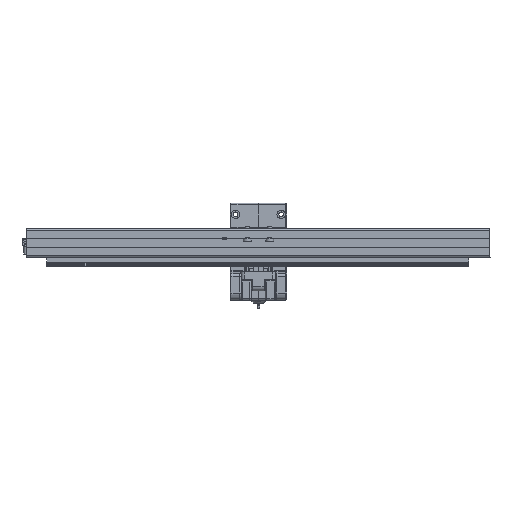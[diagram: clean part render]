
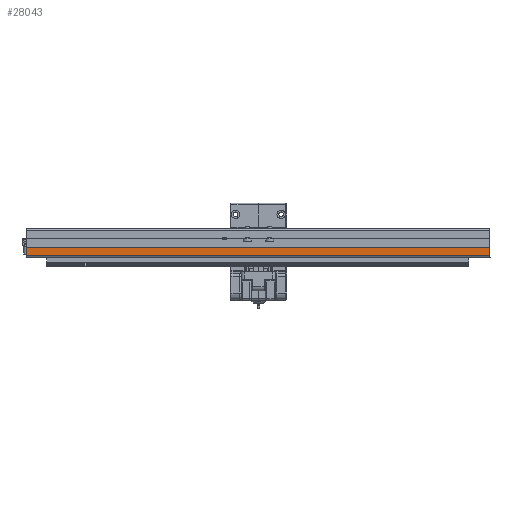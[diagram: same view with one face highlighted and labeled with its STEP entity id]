
A CAD part, left-side view. The second image highlights one B-rep face of the part: STEP entity #28043.
In plain terms, the highlighted face is planar.
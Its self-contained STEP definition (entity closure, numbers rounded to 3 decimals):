
#1364=PLANE('',#30478);
#2855=FACE_OUTER_BOUND('',#4596,.T.);
#4596=EDGE_LOOP('',(#22620,#22621,#22622,#22623));
#8135=LINE('',#52520,#10480);
#8197=LINE('',#52650,#10542);
#8198=LINE('',#52652,#10543);
#8199=LINE('',#52653,#10544);
#10480=VECTOR('',#35689,330.);
#10542=VECTOR('',#35801,6.);
#10543=VECTOR('',#35802,330.);
#10544=VECTOR('',#35803,6.);
#13113=VERTEX_POINT('',#52517);
#13114=VERTEX_POINT('',#52519);
#13157=VERTEX_POINT('',#52649);
#13158=VERTEX_POINT('',#52651);
#16414=EDGE_CURVE('',#13114,#13113,#8135,.T.);
#16479=EDGE_CURVE('',#13157,#13113,#8197,.T.);
#16480=EDGE_CURVE('',#13158,#13157,#8198,.T.);
#16481=EDGE_CURVE('',#13114,#13158,#8199,.T.);
#22620=ORIENTED_EDGE('',*,*,#16414,.T.);
#22621=ORIENTED_EDGE('',*,*,#16479,.F.);
#22622=ORIENTED_EDGE('',*,*,#16480,.F.);
#22623=ORIENTED_EDGE('',*,*,#16481,.F.);
#28043=ADVANCED_FACE('',(#2855),#1364,.T.);
#30478=AXIS2_PLACEMENT_3D('',#52648,#35799,#35800);
#35689=DIRECTION('',(0.,-1.,0.));
#35799=DIRECTION('center_axis',(0.,0.,1.));
#35800=DIRECTION('ref_axis',(1.,0.,0.));
#35801=DIRECTION('',(-1.,0.,0.));
#35802=DIRECTION('',(0.,-1.,0.));
#35803=DIRECTION('',(1.,0.,0.));
#52517=CARTESIAN_POINT('',(-54.,-10.03,45.));
#52519=CARTESIAN_POINT('',(-54.,319.97,45.));
#52520=CARTESIAN_POINT('',(-54.,319.97,45.));
#52648=CARTESIAN_POINT('Origin',(-54.001,-10.031,45.));
#52649=CARTESIAN_POINT('',(-48.,-10.03,45.));
#52650=CARTESIAN_POINT('',(-48.,-10.03,45.));
#52651=CARTESIAN_POINT('',(-48.,319.97,45.));
#52652=CARTESIAN_POINT('',(-48.,319.97,45.));
#52653=CARTESIAN_POINT('',(-54.,319.97,45.));
